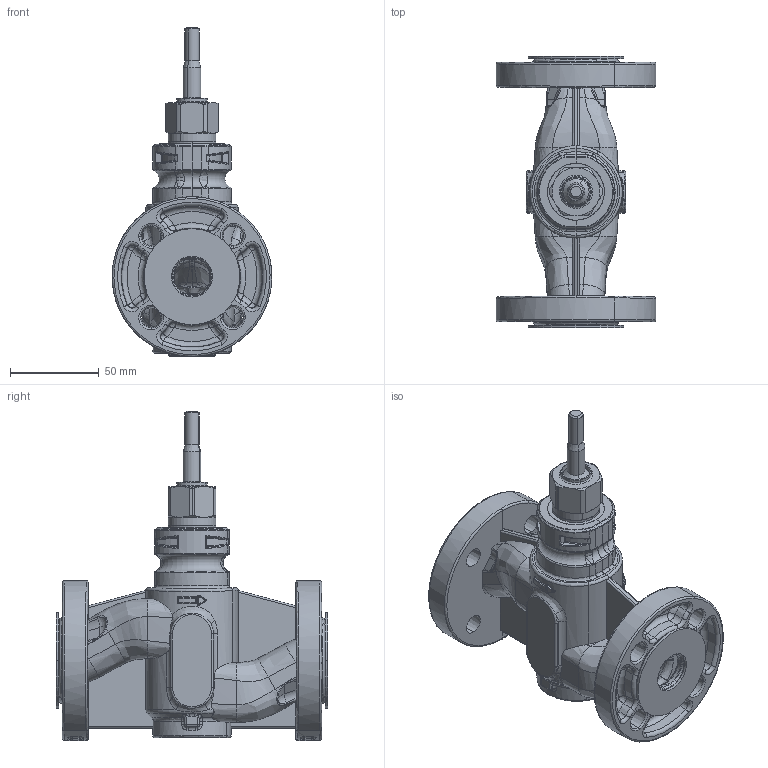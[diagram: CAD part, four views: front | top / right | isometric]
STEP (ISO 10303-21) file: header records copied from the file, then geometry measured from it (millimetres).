
FILE_DESCRIPTION(('CATIA V5 STEP Exchange'),'2;1');
FILE_NAME('VLA325 DN20.stp','2016-09-19T12:39:32+00:00',('none'),('none'),'CATIA Version 5-6 Release 2014 SP4 HF22','CATIA V5 STEP AP203','none');
FILE_SCHEMA(('CONFIG_CONTROL_DESIGN'));
Products named in the file (2): 6137s5; 954-1367s1
Assembly tree (14 placements, depth 3):
  6137s5
    #57
    954-1367s1
      #75137
      #77606  x2
      #77727  x2
      #78101
      #78270
    #78452
    #78857
    #79977
    #80000  x2
Bounding box: 89.99 x 153 x 185.7 mm (x, y, z)
Volume: 312010.7 mm3; surface area: 126298.4 mm2
Topology: 12 solids, 12 shells, 1475 faces, 3430 edges, 1967 vertices
Faces by surface type: bspline 567, cylinder 271, torus 253, cone 163, plane 137, sphere 36, extrusion 28, revolution 20
Entity records: 80146 total; most frequent: CARTESIAN_POINT 53485, ORIENTED_EDGE 6704, EDGE_CURVE 3352, DIRECTION 2994, VERTEX_POINT 1939, B_SPLINE_CURVE_WITH_KNOTS 1814, AXIS2_PLACEMENT_3D 1715, EDGE_LOOP 1503
